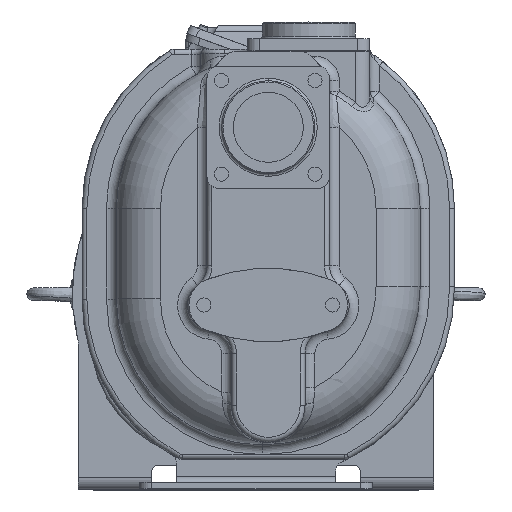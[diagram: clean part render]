
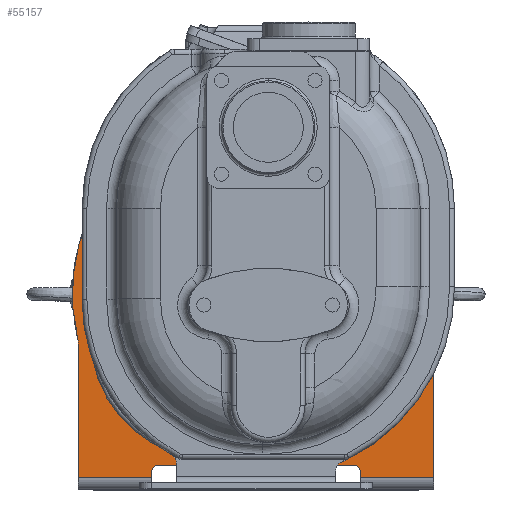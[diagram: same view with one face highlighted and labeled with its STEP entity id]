
A CAD part, top view. The second image highlights one B-rep face of the part: STEP entity #55157.
In plain terms, the highlighted planar face has unit normal (0, 0, 1).
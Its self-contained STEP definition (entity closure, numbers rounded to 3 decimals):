
#4829=CARTESIAN_POINT('',(35.,125.,-432.5));
#4830=DIRECTION('',(0.,0.,1.));
#4831=DIRECTION('',(0.,-1.,0.));
#4832=AXIS2_PLACEMENT_3D('',#4829,#4830,#4831);
#4843=CARTESIAN_POINT('',(0.,160.,-432.5));
#4844=DIRECTION('',(0.,0.,-1.));
#4845=DIRECTION('',(-0.971,-0.241,0.));
#4846=AXIS2_PLACEMENT_3D('',#4843,#4844,#4845);
#4848=DIRECTION('',(0.,-1.,0.));
#4849=VECTOR('',#4848,109.073);
#4850=CARTESIAN_POINT('',(145.,119.073,-432.5));
#4851=LINE('',#4850,#4849);
#4852=DIRECTION('',(0.,1.,0.));
#4853=VECTOR('',#4852,5.);
#4854=CARTESIAN_POINT('',(85.,10.,-432.5));
#4855=LINE('',#4854,#4853);
#4856=DIRECTION('',(-1.,0.,0.));
#4857=VECTOR('',#4856,160.);
#4858=CARTESIAN_POINT('',(80.,20.,-432.5));
#4859=LINE('',#4858,#4857);
#4860=DIRECTION('',(0.,1.,0.));
#4861=VECTOR('',#4860,5.);
#4862=CARTESIAN_POINT('',(-85.,10.,-432.5));
#4863=LINE('',#4862,#4861);
#4864=DIRECTION('',(0.,1.,0.));
#4865=VECTOR('',#4864,109.073);
#4866=CARTESIAN_POINT('',(-145.,10.,-432.5));
#4867=LINE('',#4866,#4865);
#5261=CARTESIAN_POINT('',(-165.,119.073,-432.5));
#5262=DIRECTION('',(0.,0.,-1.));
#5263=DIRECTION('',(0.971,0.241,0.));
#5264=AXIS2_PLACEMENT_3D('',#5261,#5262,#5263);
#5292=DIRECTION('',(1.,0.,0.));
#5293=VECTOR('',#5292,60.);
#5294=CARTESIAN_POINT('',(-145.,10.,-432.5));
#5295=LINE('',#5294,#5293);
#5503=DIRECTION('',(1.,0.,0.));
#5504=VECTOR('',#5503,60.);
#5505=CARTESIAN_POINT('',(85.,10.,-432.5));
#5506=LINE('',#5505,#5504);
#5551=CARTESIAN_POINT('',(165.,119.073,-432.5));
#5552=DIRECTION('',(0.,0.,-1.));
#5553=DIRECTION('',(-1.,0.,0.));
#5554=AXIS2_PLACEMENT_3D('',#5551,#5552,#5553);
#5595=CARTESIAN_POINT('',(-80.,15.,-432.5));
#5596=DIRECTION('',(0.,0.,-1.));
#5597=DIRECTION('',(-1.,0.,0.));
#5598=AXIS2_PLACEMENT_3D('',#5595,#5596,#5597);
#5613=CARTESIAN_POINT('',(80.,15.,-432.5));
#5614=DIRECTION('',(0.,0.,-1.));
#5615=DIRECTION('',(0.,1.,0.));
#5616=AXIS2_PLACEMENT_3D('',#5613,#5614,#5615);
#35323=CARTESIAN_POINT('',(35.,195.,-432.5));
#35324=DIRECTION('',(0.,0.,1.));
#35325=DIRECTION('',(1.,0.,0.));
#35326=AXIS2_PLACEMENT_3D('',#35323,#35324,#35325);
#35337=DIRECTION('',(0.,1.,0.));
#35338=VECTOR('',#35337,70.);
#35339=CARTESIAN_POINT('',(135.,125.,-432.5));
#35340=LINE('',#35339,#35338);
#35349=DIRECTION('',(-1.,0.,0.));
#35350=VECTOR('',#35349,70.);
#35351=CARTESIAN_POINT('',(35.,295.,-432.5));
#35352=LINE('',#35351,#35350);
#35361=CARTESIAN_POINT('',(-35.,195.,-432.5));
#35362=DIRECTION('',(0.,0.,1.));
#35363=DIRECTION('',(0.,1.,0.));
#35364=AXIS2_PLACEMENT_3D('',#35361,#35362,#35363);
#35375=DIRECTION('',(0.,-1.,0.));
#35376=VECTOR('',#35375,70.);
#35377=CARTESIAN_POINT('',(-135.,195.,-432.5));
#35378=LINE('',#35377,#35376);
#35387=CARTESIAN_POINT('',(-35.,125.,-432.5));
#35388=DIRECTION('',(0.,0.,1.));
#35389=DIRECTION('',(-1.,0.,0.));
#35390=AXIS2_PLACEMENT_3D('',#35387,#35388,#35389);
#35401=DIRECTION('',(1.,0.,0.));
#35402=VECTOR('',#35401,70.);
#35403=CARTESIAN_POINT('',(-35.,25.,-432.5));
#35404=LINE('',#35403,#35402);
#41442=CARTESIAN_POINT('',(-80.,20.,-432.5));
#41444=VERTEX_POINT('',#41442);
#41446=CARTESIAN_POINT('',(-85.,15.,-432.5));
#41448=VERTEX_POINT('',#41446);
#41458=CARTESIAN_POINT('',(85.,15.,-432.5));
#41460=VERTEX_POINT('',#41458);
#41462=CARTESIAN_POINT('',(80.,20.,-432.5));
#41464=VERTEX_POINT('',#41462);
#41473=CARTESIAN_POINT('',(-85.,10.,-432.5));
#41474=VERTEX_POINT('',#41473);
#41475=CARTESIAN_POINT('',(85.,10.,-432.5));
#41476=VERTEX_POINT('',#41475);
#41481=CARTESIAN_POINT('',(145.,119.073,-432.5));
#41482=CARTESIAN_POINT('',(145.,10.,-432.5));
#41483=VERTEX_POINT('',#41481);
#41484=VERTEX_POINT('',#41482);
#41489=CARTESIAN_POINT('',(-145.,10.,-432.5));
#41490=CARTESIAN_POINT('',(-145.,119.073,-432.5));
#41491=VERTEX_POINT('',#41489);
#41492=VERTEX_POINT('',#41490);
#41497=CARTESIAN_POINT('',(-145.588,123.888,-432.5));
#41498=VERTEX_POINT('',#41497);
#41499=CARTESIAN_POINT('',(145.588,123.888,-432.5));
#41500=VERTEX_POINT('',#41499);
#41501=CARTESIAN_POINT('',(135.,195.,-432.5));
#41502=CARTESIAN_POINT('',(35.,295.,-432.5));
#41503=VERTEX_POINT('',#41501);
#41504=VERTEX_POINT('',#41502);
#41505=CARTESIAN_POINT('',(-35.,295.,-432.5));
#41506=VERTEX_POINT('',#41505);
#41507=CARTESIAN_POINT('',(-135.,195.,-432.5));
#41508=VERTEX_POINT('',#41507);
#41509=CARTESIAN_POINT('',(-135.,125.,-432.5));
#41510=VERTEX_POINT('',#41509);
#41511=CARTESIAN_POINT('',(-35.,25.,-432.5));
#41512=VERTEX_POINT('',#41511);
#41513=CARTESIAN_POINT('',(35.,25.,-432.5));
#41514=VERTEX_POINT('',#41513);
#41515=CARTESIAN_POINT('',(135.,125.,-432.5));
#41516=VERTEX_POINT('',#41515);
#55109=CARTESIAN_POINT('',(0.,160.,-432.5));
#55110=DIRECTION('',(0.,0.,-1.));
#55111=DIRECTION('',(-1.,0.,0.));
#55112=AXIS2_PLACEMENT_3D('',#55109,#55110,#55111);
#55113=PLANE('',#55112);
#55115=ORIENTED_EDGE('',*,*,#55114,.T.);
#55117=ORIENTED_EDGE('',*,*,#55116,.F.);
#55119=ORIENTED_EDGE('',*,*,#55118,.T.);
#55121=ORIENTED_EDGE('',*,*,#55120,.F.);
#55123=ORIENTED_EDGE('',*,*,#55122,.T.);
#55125=ORIENTED_EDGE('',*,*,#55124,.F.);
#55127=ORIENTED_EDGE('',*,*,#55126,.T.);
#55129=ORIENTED_EDGE('',*,*,#55128,.F.);
#55131=ORIENTED_EDGE('',*,*,#55130,.F.);
#55133=ORIENTED_EDGE('',*,*,#55132,.F.);
#55135=ORIENTED_EDGE('',*,*,#55134,.T.);
#55137=ORIENTED_EDGE('',*,*,#55136,.F.);
#55138=EDGE_LOOP('',(#55115,#55117,#55119,#55121,#55123,#55125,#55127,#55129,
#55131,#55133,#55135,#55137));
#55139=FACE_OUTER_BOUND('',#55138,.F.);
#55141=ORIENTED_EDGE('',*,*,#55140,.T.);
#55143=ORIENTED_EDGE('',*,*,#55142,.T.);
#55145=ORIENTED_EDGE('',*,*,#55144,.T.);
#55147=ORIENTED_EDGE('',*,*,#55146,.T.);
#55149=ORIENTED_EDGE('',*,*,#55148,.T.);
#55151=ORIENTED_EDGE('',*,*,#55150,.T.);
#55152=ORIENTED_EDGE('',*,*,#55099,.T.);
#55154=ORIENTED_EDGE('',*,*,#55153,.T.);
#55155=EDGE_LOOP('',(#55141,#55143,#55145,#55147,#55149,#55151,#55152,#55154));
#55156=FACE_BOUND('',#55155,.F.);
#55157=ADVANCED_FACE('',(#55139,#55156),#55113,.F.);
#4833=CIRCLE('',#4832,100.);
#4847=CIRCLE('',#4846,150.);
#5265=CIRCLE('',#5264,20.);
#5555=CIRCLE('',#5554,20.);
#5599=CIRCLE('',#5598,5.);
#5617=CIRCLE('',#5616,5.);
#35327=CIRCLE('',#35326,100.);
#35365=CIRCLE('',#35364,100.);
#35391=CIRCLE('',#35390,100.);
#55099=EDGE_CURVE('',#41514,#41516,#4833,.T.);
#55114=EDGE_CURVE('',#41498,#41500,#4847,.T.);
#55116=EDGE_CURVE('',#41483,#41500,#5555,.T.);
#55118=EDGE_CURVE('',#41483,#41484,#4851,.T.);
#55120=EDGE_CURVE('',#41476,#41484,#5506,.T.);
#55122=EDGE_CURVE('',#41476,#41460,#4855,.T.);
#55124=EDGE_CURVE('',#41464,#41460,#5617,.T.);
#55126=EDGE_CURVE('',#41464,#41444,#4859,.T.);
#55128=EDGE_CURVE('',#41448,#41444,#5599,.T.);
#55130=EDGE_CURVE('',#41474,#41448,#4863,.T.);
#55132=EDGE_CURVE('',#41491,#41474,#5295,.T.);
#55134=EDGE_CURVE('',#41491,#41492,#4867,.T.);
#55136=EDGE_CURVE('',#41498,#41492,#5265,.T.);
#55140=EDGE_CURVE('',#41503,#41504,#35327,.T.);
#55142=EDGE_CURVE('',#41504,#41506,#35352,.T.);
#55144=EDGE_CURVE('',#41506,#41508,#35365,.T.);
#55146=EDGE_CURVE('',#41508,#41510,#35378,.T.);
#55148=EDGE_CURVE('',#41510,#41512,#35391,.T.);
#55150=EDGE_CURVE('',#41512,#41514,#35404,.T.);
#55153=EDGE_CURVE('',#41516,#41503,#35340,.T.);
